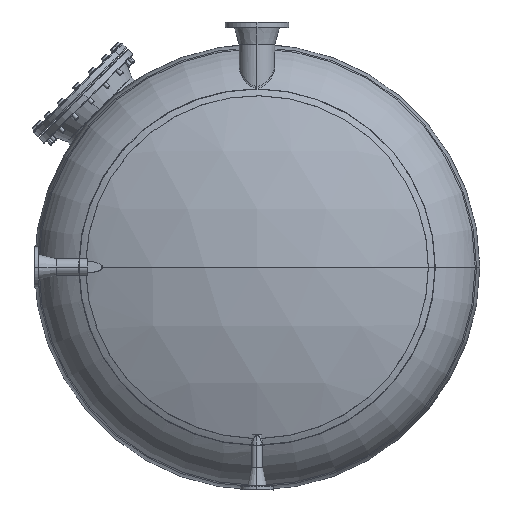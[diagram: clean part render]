
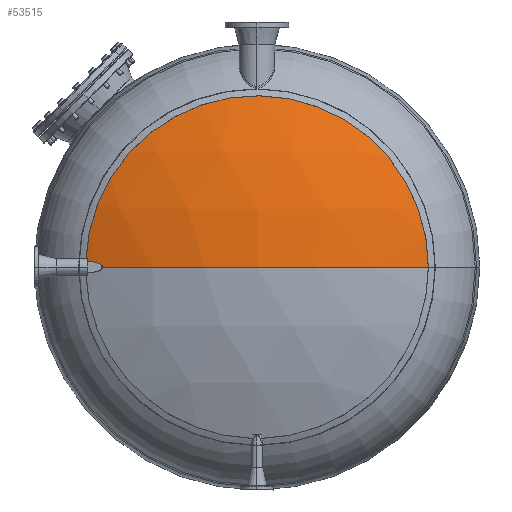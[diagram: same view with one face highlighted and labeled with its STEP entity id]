
A CAD part, front view. The second image highlights one B-rep face of the part: STEP entity #53515.
In plain terms, the highlighted spherical face has radius 2000 mm.
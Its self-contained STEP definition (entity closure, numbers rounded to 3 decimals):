
#244 = CARTESIAN_POINT ( 'NONE',  ( -799.049, -1090.454, 40.163 ) ) ;
#1499 = AXIS2_PLACEMENT_3D ( 'NONE', #59554, #59250, #26404 ) ;
#2244 = ORIENTED_EDGE ( 'NONE', *, *, #5540, .F. ) ;
#2347 = CARTESIAN_POINT ( 'NONE',  ( -96.222, 781.954, 29.066 ) ) ;
#2805 = CARTESIAN_POINT ( 'NONE',  ( -802.236, -1089.241, 42.333 ) ) ;
#3090 = CARTESIAN_POINT ( 'NONE',  ( -814.688, -1084.447, 47.948 ) ) ;
#3406 = CARTESIAN_POINT ( 'NONE',  ( -813.259, -1085.002, 47.453 ) ) ;
#3720 = CARTESIAN_POINT ( 'NONE',  ( -817.571, -1083.325, 48.867 ) ) ;
#4727 = CARTESIAN_POINT ( 'NONE',  ( -96.222, 781.954, 29.066 ) ) ;
#4871 = CARTESIAN_POINT ( 'NONE',  ( -800.295, -1089.981, 41.072 ) ) ;
#5540 = EDGE_CURVE ( 'NONE', #13644, #20139, #20598, .T. ) ;
#6811 = B_SPLINE_CURVE_WITH_KNOTS ( 'NONE', 3,
 ( #30895, #59472, #7461, #17194, #12300, #31493, #55167, #9486, #12589, #23462, #3720, #3090, #3406, #46776, #22360, #50240, #59171, #42158, #2805, #17497, #4871, #244, #16911, #35495, #49628, #7760, #26332, #8362, #35193, #45331, #21764, #41017, #17794, #35790, #31195, #36410, #53950, #11999, #30606, #49337 ),
 .UNSPECIFIED., .F., .F.,
 ( 4, 2, 2, 2, 2, 2, 2, 2, 2, 2, 2, 2, 2, 2, 2, 2, 2, 2, 2, 4 ),
 ( 0.01, 0.02, 0.029, 0.039, 0.048, 0.053, 0.058, 0.063, 0.067, 0.07, 0.072, 0.075, 0.077, 0.078, 0.079, 0.082, 0.083, 0.084, 0.085, 0.086 ),
 .UNSPECIFIED. ) ;
#6823 = EDGE_CURVE ( 'NONE', #12715, #35705, #39702, .T. ) ;
#7461 = CARTESIAN_POINT ( 'NONE',  ( -849.83, -1070.468, 53.978 ) ) ;
#7760 = CARTESIAN_POINT ( 'NONE',  ( -795.887, -1091.653, 37.301 ) ) ;
#8362 = CARTESIAN_POINT ( 'NONE',  ( -795.109, -1091.947, 36.405 ) ) ;
#8436 = SPHERICAL_SURFACE ( 'NONE', #1499, 2000. ) ;
#9147 = AXIS2_PLACEMENT_3D ( 'NONE', #4727, #38008, #52455 ) ;
#9486 = CARTESIAN_POINT ( 'NONE',  ( -826.316, -1079.896, 51.116 ) ) ;
#9886 = ORIENTED_EDGE ( 'NONE', *, *, #51681, .T. ) ;
#10990 = CARTESIAN_POINT ( 'NONE',  ( -861.947, -1065.492, 53.97 ) ) ;
#11589 = CARTESIAN_POINT ( 'NONE',  ( -865.056, -1064.2, 53.769 ) ) ;
#11999 = CARTESIAN_POINT ( 'NONE',  ( -792.22, -1093.036, 29.886 ) ) ;
#12300 = CARTESIAN_POINT ( 'NONE',  ( -840.985, -1074.049, 53.366 ) ) ;
#12589 = CARTESIAN_POINT ( 'NONE',  ( -823.395, -1081.047, 50.465 ) ) ;
#12715 = VERTEX_POINT ( 'NONE', #19603 ) ;
#13644 = VERTEX_POINT ( 'NONE', #28086 ) ;
#15338 = AXIS2_PLACEMENT_3D ( 'NONE', #2347, #48565, #39354 ) ;
#16911 = CARTESIAN_POINT ( 'NONE',  ( -798.442, -1090.685, 39.687 ) ) ;
#17194 = CARTESIAN_POINT ( 'NONE',  ( -843.93, -1072.862, 53.628 ) ) ;
#17497 = CARTESIAN_POINT ( 'NONE',  ( -800.933, -1089.737, 41.505 ) ) ;
#17794 = CARTESIAN_POINT ( 'NONE',  ( -793.015, -1092.737, 33.006 ) ) ;
#18144 = ORIENTED_EDGE ( 'NONE', *, *, #6823, .F. ) ;
#19603 = CARTESIAN_POINT ( 'NONE',  ( -96.222, -1218.046, 29.066 ) ) ;
#20139 = VERTEX_POINT ( 'NONE', #52730 ) ;
#20598 = CIRCLE ( 'NONE', #46019, 769.231 ) ;
#21764 = CARTESIAN_POINT ( 'NONE',  ( -793.726, -1092.469, 34.457 ) ) ;
#22360 = CARTESIAN_POINT ( 'NONE',  ( -809.03, -1086.636, 45.802 ) ) ;
#23462 = CARTESIAN_POINT ( 'NONE',  ( -819.027, -1082.757, 49.292 ) ) ;
#26332 = CARTESIAN_POINT ( 'NONE',  ( -795.622, -1091.753, 37.009 ) ) ;
#26404 = DIRECTION ( 'NONE',  ( -1., 0., 0. ) ) ;
#28086 = CARTESIAN_POINT ( 'NONE',  ( -865.056, -1064.2, 53.769 ) ) ;
#29580 = CARTESIAN_POINT ( 'NONE',  ( -855.745, -1068.046, 54.066 ) ) ;
#30606 = CARTESIAN_POINT ( 'NONE',  ( -792.193, -1093.046, 29.473 ) ) ;
#30895 = CARTESIAN_POINT ( 'NONE',  ( -855.745, -1068.046, 54.066 ) ) ;
#31195 = CARTESIAN_POINT ( 'NONE',  ( -792.604, -1092.891, 31.871 ) ) ;
#31250 = VERTEX_POINT ( 'NONE', #51531 ) ;
#31493 = CARTESIAN_POINT ( 'NONE',  ( -835.106, -1076.407, 52.659 ) ) ;
#35193 = CARTESIAN_POINT ( 'NONE',  ( -794.86, -1092.041, 36.092 ) ) ;
#35361 = EDGE_CURVE ( 'NONE', #31250, #35705, #6811, .T. ) ;
#35495 = CARTESIAN_POINT ( 'NONE',  ( -797.268, -1091.13, 38.68 ) ) ;
#35705 = VERTEX_POINT ( 'NONE', #47304 ) ;
#35790 = CARTESIAN_POINT ( 'NONE',  ( -792.727, -1092.845, 32.254 ) ) ;
#36410 = CARTESIAN_POINT ( 'NONE',  ( -792.403, -1092.967, 31.092 ) ) ;
#38008 = DIRECTION ( 'NONE',  ( 0., 0., 1. ) ) ;
#39171 = DIRECTION ( 'NONE',  ( 0., 1., 0. ) ) ;
#39354 = DIRECTION ( 'NONE',  ( -1., 0., 0. ) ) ;
#39400 = CARTESIAN_POINT ( 'NONE',  ( -858.843, -1066.774, 54.066 ) ) ;
#39702 = CIRCLE ( 'NONE', #15338, 2000. ) ;
#39791 = DIRECTION ( 'NONE',  ( -1., 0., 0. ) ) ;
#41017 = CARTESIAN_POINT ( 'NONE',  ( -793.18, -1092.674, 33.377 ) ) ;
#42158 = CARTESIAN_POINT ( 'NONE',  ( -802.9, -1088.987, 42.729 ) ) ;
#42430 = B_SPLINE_CURVE_WITH_KNOTS ( 'NONE', 3,
 ( #11589, #10990, #39400, #29580 ),
 .UNSPECIFIED., .F., .F.,
 ( 4, 4 ),
 ( 0., 0.01 ),
 .UNSPECIFIED. ) ;
#44805 = FACE_OUTER_BOUND ( 'NONE', #54682, .T. ) ;
#45331 = CARTESIAN_POINT ( 'NONE',  ( -794.152, -1092.308, 35.132 ) ) ;
#46019 = AXIS2_PLACEMENT_3D ( 'NONE', #53330, #39171, #39791 ) ;
#46776 = CARTESIAN_POINT ( 'NONE',  ( -810.43, -1086.096, 46.38 ) ) ;
#47304 = CARTESIAN_POINT ( 'NONE',  ( -792.193, -1093.046, 29.066 ) ) ;
#47623 = EDGE_CURVE ( 'NONE', #13644, #31250, #42430, .T. ) ;
#48176 = CIRCLE ( 'NONE', #9147, 2000. ) ;
#48179 = ORIENTED_EDGE ( 'NONE', *, *, #47623, .T. ) ;
#48565 = DIRECTION ( 'NONE',  ( 0., 0., -1. ) ) ;
#49337 = CARTESIAN_POINT ( 'NONE',  ( -792.193, -1093.046, 29.066 ) ) ;
#49628 = CARTESIAN_POINT ( 'NONE',  ( -796.7, -1091.345, 38.15 ) ) ;
#50240 = CARTESIAN_POINT ( 'NONE',  ( -806.268, -1087.698, 44.541 ) ) ;
#51531 = CARTESIAN_POINT ( 'NONE',  ( -855.745, -1068.046, 54.066 ) ) ;
#51681 = EDGE_CURVE ( 'NONE', #12715, #20139, #48176, .T. ) ;
#52455 = DIRECTION ( 'NONE',  ( 1., 0., 0. ) ) ;
#52730 = CARTESIAN_POINT ( 'NONE',  ( 673.008, -1064.2, 29.066 ) ) ;
#53330 = CARTESIAN_POINT ( 'NONE',  ( -96.222, -1064.2, 29.066 ) ) ;
#53515 = ADVANCED_FACE ( 'NONE', ( #44805 ), #8436, .T. ) ;
#53950 = CARTESIAN_POINT ( 'NONE',  ( -792.325, -1092.996, 30.695 ) ) ;
#54682 = EDGE_LOOP ( 'NONE', ( #18144, #9886, #2244, #48179, #59169 ) ) ;
#55167 = CARTESIAN_POINT ( 'NONE',  ( -832.171, -1077.576, 52.214 ) ) ;
#59169 = ORIENTED_EDGE ( 'NONE', *, *, #35361, .T. ) ;
#59171 = CARTESIAN_POINT ( 'NONE',  ( -804.905, -1088.22, 43.859 ) ) ;
#59250 = DIRECTION ( 'NONE',  ( 0., 0., 1. ) ) ;
#59472 = CARTESIAN_POINT ( 'NONE',  ( -852.785, -1069.261, 54.066 ) ) ;
#59554 = CARTESIAN_POINT ( 'NONE',  ( -96.222, 781.954, 29.066 ) ) ;
